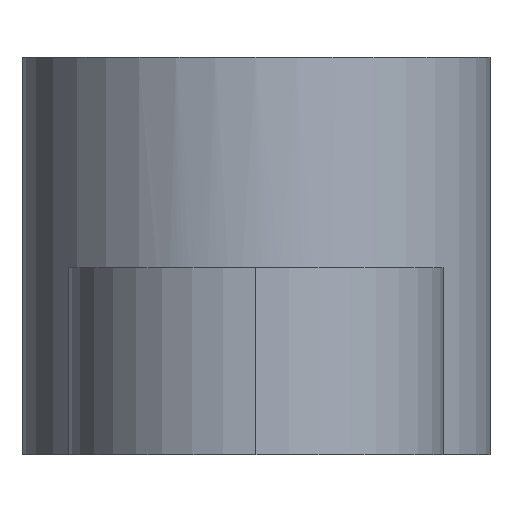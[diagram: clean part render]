
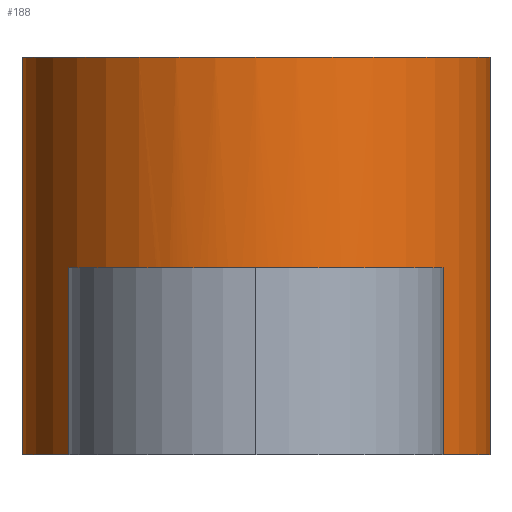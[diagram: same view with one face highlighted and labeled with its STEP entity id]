
A CAD part, left-side view. The second image highlights one B-rep face of the part: STEP entity #188.
In plain terms, the highlighted cylindrical face has radius 5 mm (diameter 10 mm), a full revolution.
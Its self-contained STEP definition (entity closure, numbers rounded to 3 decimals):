
#27=FACE_OUTER_BOUND('',#38,.T.);
#38=EDGE_LOOP('',(#139,#140,#141,#142,#143,#144,#145,#146));
#51=B_SPLINE_CURVE_WITH_KNOTS('',3,(#343,#344,#345,#346,#347,#348,#349,
#350,#351,#352),.UNSPECIFIED.,.F.,.F.,(4,2,2,2,4),(0.61,0.686,
0.763,0.839,0.915),.UNSPECIFIED.);
#52=B_SPLINE_CURVE_WITH_KNOTS('',3,(#354,#355,#356,#357,#358,#359,#360,
#361,#362,#363),.UNSPECIFIED.,.F.,.F.,(4,2,2,2,4),(0.305,0.381,
0.458,0.534,0.61),.UNSPECIFIED.);
#53=B_SPLINE_CURVE_WITH_KNOTS('',3,(#365,#366,#367,#368,#369,#370,#371,
#372,#373,#374,#375,#376,#377,#378,#379,#380,#381,#382,#383),
 .UNSPECIFIED.,.F.,.F.,(4,2,2,2,3,2,2,2,4),(0.915,0.992,
1.068,1.144,1.22,1.297,1.373,
1.449,1.525),.UNSPECIFIED.);
#60=CIRCLE('',#224,5.);
#61=CIRCLE('',#225,5.);
#62=CIRCLE('',#226,5.);
#73=LINE('',#341,#81);
#81=VECTOR('',#266,5.);
#92=VERTEX_POINT('',#336);
#93=VERTEX_POINT('',#337);
#94=VERTEX_POINT('',#340);
#95=VERTEX_POINT('',#342);
#96=VERTEX_POINT('',#353);
#111=EDGE_CURVE('',#92,#93,#60,.T.);
#112=EDGE_CURVE('',#93,#92,#61,.T.);
#113=EDGE_CURVE('',#93,#94,#73,.T.);
#114=EDGE_CURVE('',#95,#94,#51,.T.);
#115=EDGE_CURVE('',#96,#95,#52,.T.);
#116=EDGE_CURVE('',#96,#96,#62,.T.);
#117=EDGE_CURVE('',#94,#96,#53,.T.);
#139=ORIENTED_EDGE('',*,*,#111,.F.);
#140=ORIENTED_EDGE('',*,*,#112,.F.);
#141=ORIENTED_EDGE('',*,*,#113,.T.);
#142=ORIENTED_EDGE('',*,*,#114,.F.);
#143=ORIENTED_EDGE('',*,*,#115,.F.);
#144=ORIENTED_EDGE('',*,*,#116,.F.);
#145=ORIENTED_EDGE('',*,*,#117,.F.);
#146=ORIENTED_EDGE('',*,*,#113,.F.);
#181=CYLINDRICAL_SURFACE('',#223,5.);
#188=ADVANCED_FACE('',(#27),#181,.T.);
#223=AXIS2_PLACEMENT_3D('',#335,#260,#261);
#224=AXIS2_PLACEMENT_3D('',#338,#262,#263);
#225=AXIS2_PLACEMENT_3D('',#339,#264,#265);
#226=AXIS2_PLACEMENT_3D('',#364,#267,#268);
#260=DIRECTION('center_axis',(0.,0.,1.));
#261=DIRECTION('ref_axis',(1.,0.,0.));
#262=DIRECTION('center_axis',(0.,0.,1.));
#263=DIRECTION('ref_axis',(1.,0.,0.));
#264=DIRECTION('center_axis',(0.,0.,1.));
#265=DIRECTION('ref_axis',(1.,0.,0.));
#266=DIRECTION('',(0.,0.,-1.));
#267=DIRECTION('center_axis',(0.,0.,-1.));
#268=DIRECTION('ref_axis',(1.,0.,0.));
#335=CARTESIAN_POINT('Origin',(67.,0.,2.));
#336=CARTESIAN_POINT('',(72.,0.,6.5));
#337=CARTESIAN_POINT('',(62.,0.,6.5));
#338=CARTESIAN_POINT('Origin',(67.,0.,6.5));
#339=CARTESIAN_POINT('Origin',(67.,0.,6.5));
#340=CARTESIAN_POINT('',(62.,0.,2.));
#341=CARTESIAN_POINT('',(62.,0.,2.));
#342=CARTESIAN_POINT('',(62.417,-2.,0.));
#343=CARTESIAN_POINT('Ctrl Pts',(62.417,-2.,0.));
#344=CARTESIAN_POINT('Ctrl Pts',(62.417,-2.,0.254));
#345=CARTESIAN_POINT('Ctrl Pts',(62.394,-1.949,0.523));
#346=CARTESIAN_POINT('Ctrl Pts',(62.313,-1.744,1.015));
#347=CARTESIAN_POINT('Ctrl Pts',(62.256,-1.59,1.238));
#348=CARTESIAN_POINT('Ctrl Pts',(62.152,-1.238,1.59));
#349=CARTESIAN_POINT('Ctrl Pts',(62.098,-1.015,1.744));
#350=CARTESIAN_POINT('Ctrl Pts',(62.021,-0.523,1.949));
#351=CARTESIAN_POINT('Ctrl Pts',(62.,-0.254,2.));
#352=CARTESIAN_POINT('Ctrl Pts',(62.,0.,2.));
#353=CARTESIAN_POINT('',(62.,0.,-2.));
#354=CARTESIAN_POINT('Ctrl Pts',(62.,0.,-2.));
#355=CARTESIAN_POINT('Ctrl Pts',(62.,-0.254,-2.));
#356=CARTESIAN_POINT('Ctrl Pts',(62.021,-0.523,-1.949));
#357=CARTESIAN_POINT('Ctrl Pts',(62.098,-1.015,-1.744));
#358=CARTESIAN_POINT('Ctrl Pts',(62.152,-1.238,-1.59));
#359=CARTESIAN_POINT('Ctrl Pts',(62.256,-1.59,-1.238));
#360=CARTESIAN_POINT('Ctrl Pts',(62.313,-1.744,-1.015));
#361=CARTESIAN_POINT('Ctrl Pts',(62.394,-1.949,-0.523));
#362=CARTESIAN_POINT('Ctrl Pts',(62.417,-2.,-0.254));
#363=CARTESIAN_POINT('Ctrl Pts',(62.417,-2.,0.));
#364=CARTESIAN_POINT('Origin',(67.,0.,-2.));
#365=CARTESIAN_POINT('Ctrl Pts',(62.,0.,2.));
#366=CARTESIAN_POINT('Ctrl Pts',(62.,0.254,2.));
#367=CARTESIAN_POINT('Ctrl Pts',(62.021,0.523,1.949));
#368=CARTESIAN_POINT('Ctrl Pts',(62.098,1.015,1.744));
#369=CARTESIAN_POINT('Ctrl Pts',(62.152,1.238,1.59));
#370=CARTESIAN_POINT('Ctrl Pts',(62.256,1.59,1.238));
#371=CARTESIAN_POINT('Ctrl Pts',(62.313,1.744,1.015));
#372=CARTESIAN_POINT('Ctrl Pts',(62.394,1.949,0.523));
#373=CARTESIAN_POINT('Ctrl Pts',(62.417,2.,0.254));
#374=CARTESIAN_POINT('Ctrl Pts',(62.417,2.,0.));
#375=CARTESIAN_POINT('Ctrl Pts',(62.417,2.,-0.254));
#376=CARTESIAN_POINT('Ctrl Pts',(62.394,1.949,-0.523));
#377=CARTESIAN_POINT('Ctrl Pts',(62.313,1.744,-1.015));
#378=CARTESIAN_POINT('Ctrl Pts',(62.256,1.59,-1.238));
#379=CARTESIAN_POINT('Ctrl Pts',(62.152,1.238,-1.59));
#380=CARTESIAN_POINT('Ctrl Pts',(62.098,1.015,-1.744));
#381=CARTESIAN_POINT('Ctrl Pts',(62.021,0.523,-1.949));
#382=CARTESIAN_POINT('Ctrl Pts',(62.,0.254,-2.));
#383=CARTESIAN_POINT('Ctrl Pts',(62.,0.,-2.));
